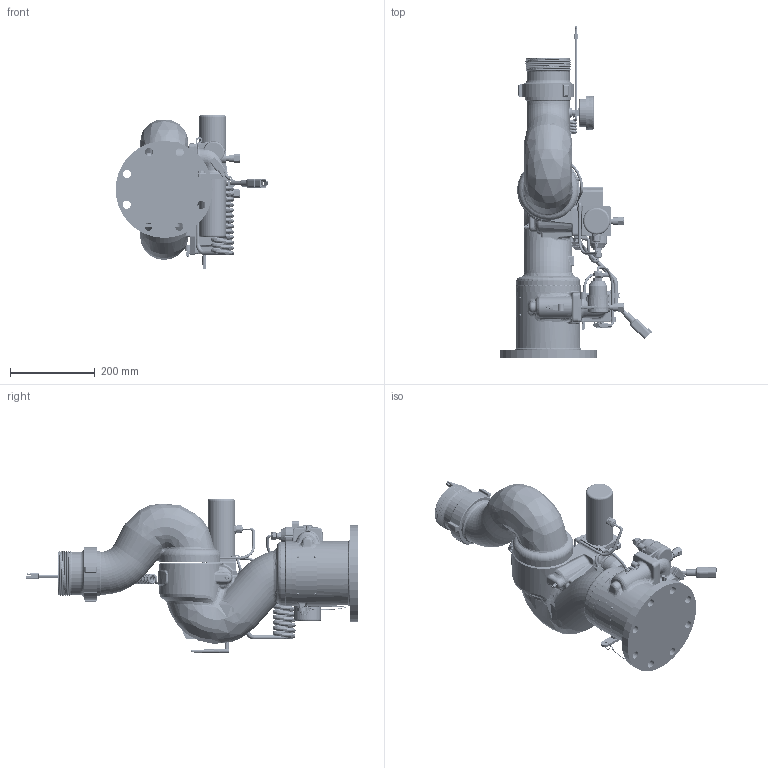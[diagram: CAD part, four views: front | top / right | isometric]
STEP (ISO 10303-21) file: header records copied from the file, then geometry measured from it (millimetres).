
FILE_DESCRIPTION (( 'STEP AP214' ), '1' );
FILE_NAME ('BOA 2000 Defeature 2.STEP', '2017-08-16T19:27:44', ( '' ), ( '' ), 'SwSTEP 2.0', 'SolidWorks 2017', '' );
FILE_SCHEMA (( 'AUTOMOTIVE_DESIGN' ));
Length unit declared in the file: inch
Products named in the file (1): BOA 2000 Defeature 2
Bounding box: 359.91 x 782.95 x 363.89 mm (x, y, z)
Surface area: 1390391 mm2 (no closed solid volume)
Topology: 0 solids, 110 shells, 7705 faces, 19627 edges, 12306 vertices
Faces by surface type: cylinder 2563, plane 2430, bspline 1127, cone 817, torus 621, sphere 147
Entity records: 340476 total; most frequent: CARTESIAN_POINT 156654, ORIENTED_EDGE 38938, DIRECTION 34500, EDGE_CURVE 19475, AXIS2_PLACEMENT_3D 13058, VERTEX_POINT 12300, LINE 8384, VECTOR 8384
